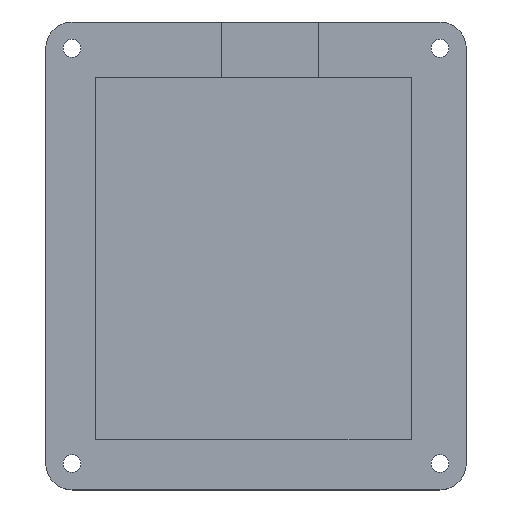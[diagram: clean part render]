
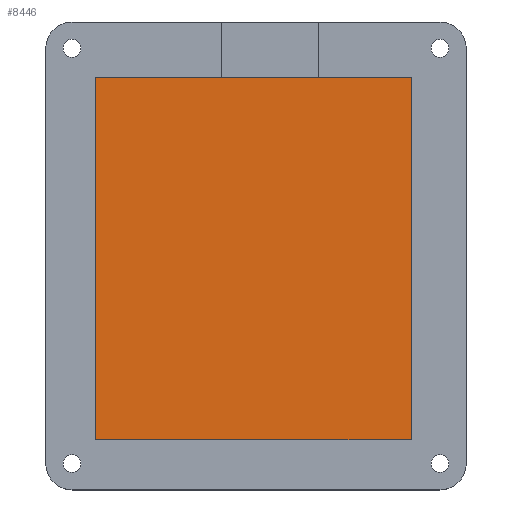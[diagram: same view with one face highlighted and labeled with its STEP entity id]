
A CAD part, top view. The second image highlights one B-rep face of the part: STEP entity #8446.
In plain terms, the highlighted planar face has unit normal (0, 0, 1).
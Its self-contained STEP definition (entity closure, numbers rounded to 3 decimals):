
#984=PLANE('',#8681);
#1429=FACE_OUTER_BOUND('',#1921,.T.);
#1921=EDGE_LOOP('',(#7927,#7928,#7929,#7930));
#2657=LINE('',#16594,#3385);
#2659=LINE('',#16598,#3387);
#2660=LINE('',#16600,#3388);
#2661=LINE('',#16601,#3389);
#3385=VECTOR('',#9827,10.);
#3387=VECTOR('',#9831,10.);
#3388=VECTOR('',#9832,10.);
#3389=VECTOR('',#9833,10.);
#4244=VERTEX_POINT('',#16591);
#4245=VERTEX_POINT('',#16593);
#4246=VERTEX_POINT('',#16597);
#4247=VERTEX_POINT('',#16599);
#5481=EDGE_CURVE('',#4244,#4245,#2657,.T.);
#5483=EDGE_CURVE('',#4245,#4246,#2659,.T.);
#5484=EDGE_CURVE('',#4247,#4244,#2660,.T.);
#5485=EDGE_CURVE('',#4246,#4247,#2661,.T.);
#7927=ORIENTED_EDGE('',*,*,#5483,.F.);
#7928=ORIENTED_EDGE('',*,*,#5481,.F.);
#7929=ORIENTED_EDGE('',*,*,#5484,.F.);
#7930=ORIENTED_EDGE('',*,*,#5485,.F.);
#8446=ADVANCED_FACE('',(#1429),#984,.T.);
#8681=AXIS2_PLACEMENT_3D('',#16596,#9829,#9830);
#9827=DIRECTION('',(1.,0.,0.));
#9829=DIRECTION('center_axis',(0.,0.,1.));
#9830=DIRECTION('ref_axis',(1.,0.,0.));
#9831=DIRECTION('',(0.,-1.,0.));
#9832=DIRECTION('',(0.,1.,0.));
#9833=DIRECTION('',(-1.,0.,0.));
#16591=CARTESIAN_POINT('',(26.607,54.75,18.));
#16593=CARTESIAN_POINT('',(86.607,54.75,18.));
#16594=CARTESIAN_POINT('',(41.607,54.75,18.));
#16596=CARTESIAN_POINT('Origin',(56.607,20.25,18.));
#16597=CARTESIAN_POINT('',(86.607,-14.25,18.));
#16598=CARTESIAN_POINT('',(86.607,37.5,18.));
#16599=CARTESIAN_POINT('',(26.607,-14.25,18.));
#16600=CARTESIAN_POINT('',(26.607,3.,18.));
#16601=CARTESIAN_POINT('',(71.607,-14.25,18.));
